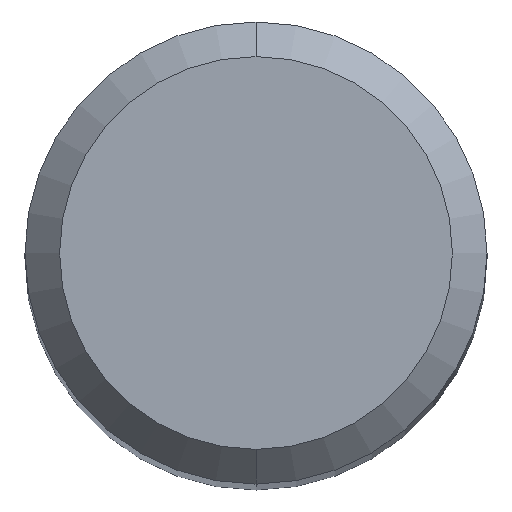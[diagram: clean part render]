
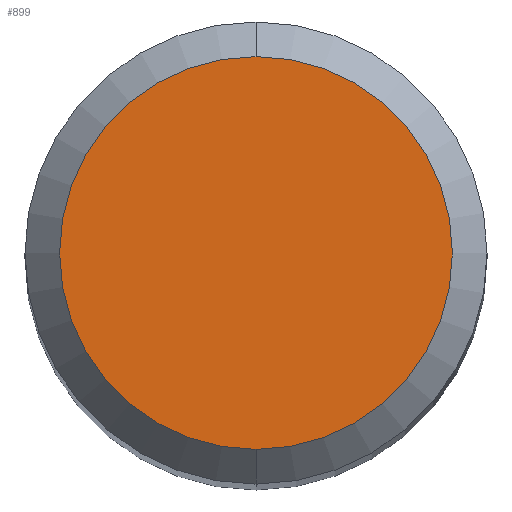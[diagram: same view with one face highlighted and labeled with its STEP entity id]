
A CAD part, top view. The second image highlights one B-rep face of the part: STEP entity #899.
In plain terms, the highlighted planar face has unit normal (0, 0, 1).
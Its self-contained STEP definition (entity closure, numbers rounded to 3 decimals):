
#659=VERTEX_POINT('',#1350);
#835=VERTEX_POINT('',#1539);
#877=EDGE_CURVE('',#659,#835,#1586,.T.);
#883=EDGE_CURVE('',#835,#659,#1592,.T.);
#899=ADVANCED_FACE('',(#1611),#1612,.T.);
#1350=CARTESIAN_POINT('',(0.0,1.7,0.0));
#1539=CARTESIAN_POINT('',(0.,-1.7,0.0));
#1586=CIRCLE('',#4150,1.7);
#1592=CIRCLE('',#4158,1.7);
#1611=FACE_OUTER_BOUND('',#4179,.T.);
#1612=PLANE('',#4180);
#4150=AXIS2_PLACEMENT_3D('',#5163,#5164,#5165);
#4158=AXIS2_PLACEMENT_3D('',#5169,#5170,#5171);
#4179=EDGE_LOOP('',(#5222,#5223));
#4180=AXIS2_PLACEMENT_3D('',#5224,#5225,#5226);
#5163=CARTESIAN_POINT('',(0.0,0.0,0.0));
#5164=DIRECTION('',(0.0,0.0,-1.0));
#5165=DIRECTION('',(0.0,1.0,0.0));
#5169=CARTESIAN_POINT('',(0.0,0.0,0.0));
#5170=DIRECTION('',(0.0,0.0,-1.0));
#5171=DIRECTION('',(0.0,1.0,0.0));
#5222=ORIENTED_EDGE('',*,*,#877,.F.);
#5223=ORIENTED_EDGE('',*,*,#883,.F.);
#5224=CARTESIAN_POINT('',(0.0,0.85,0.0));
#5225=DIRECTION('',(-0.0,0.0,1.0));
#5226=DIRECTION('',(0.0,-1.0,0.0));
